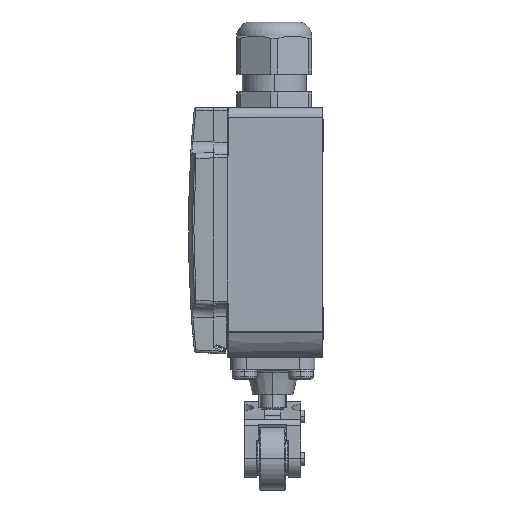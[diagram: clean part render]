
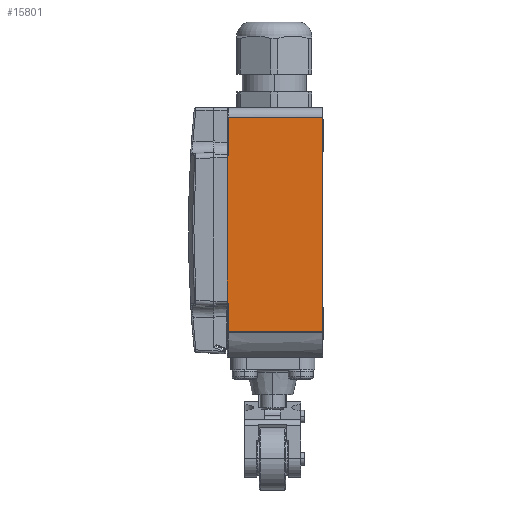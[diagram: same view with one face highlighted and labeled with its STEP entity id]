
A CAD part, left-side view. The second image highlights one B-rep face of the part: STEP entity #15801.
In plain terms, the highlighted planar face has unit normal (-1, -0.018, 0).
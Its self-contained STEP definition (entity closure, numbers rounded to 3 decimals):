
#3132=DIRECTION('',(0.,0.,1.));
#3133=VECTOR('',#3132,45.857);
#3134=CARTESIAN_POINT('',(-20.,30.5,
-22.926));
#3135=LINE('',#3134,#3133);
#3148=DIRECTION('',(0.,0.,-1.));
#3149=VECTOR('',#3148,9.089);
#3150=CARTESIAN_POINT('',(-19.996,30.297,
-23.763));
#3151=LINE('',#3150,#3149);
#3152=CARTESIAN_POINT('',(-20.,30.5,
-22.919));
#3153=CARTESIAN_POINT('',(-20.,30.491,
-22.937));
#3154=CARTESIAN_POINT('',(-20.,30.476,
-22.974));
#3155=CARTESIAN_POINT('',(-20.,30.479,
-23.028));
#3156=CARTESIAN_POINT('',(-19.999,30.451,
-23.09));
#3157=CARTESIAN_POINT('',(-19.999,30.436,
-23.159));
#3158=CARTESIAN_POINT('',(-19.998,30.411,
-23.226));
#3159=CARTESIAN_POINT('',(-19.998,30.387,
-23.302));
#3160=CARTESIAN_POINT('',(-19.998,30.358,
-23.393));
#3161=CARTESIAN_POINT('',(-19.997,30.331,
-23.495));
#3162=CARTESIAN_POINT('',(-19.997,30.311,
-23.589));
#3163=CARTESIAN_POINT('',(-19.996,30.299,
-23.681));
#3164=CARTESIAN_POINT('',(-19.996,30.297,
-23.736));
#3165=CARTESIAN_POINT('',(-19.996,30.297,
-23.763));
#3167=CARTESIAN_POINT('',(-20.,30.502,22.941));
#3168=CARTESIAN_POINT('',(-20.,30.49,22.97));
#3169=CARTESIAN_POINT('',(-19.999,30.47,23.029));
#3170=CARTESIAN_POINT('',(-19.999,30.433,23.118));
#3171=CARTESIAN_POINT('',(-19.998,30.402,23.197));
#3172=CARTESIAN_POINT('',(-19.998,30.374,23.272));
#3173=CARTESIAN_POINT('',(-19.997,30.35,23.344));
#3174=CARTESIAN_POINT('',(-19.997,30.33,23.412));
#3175=CARTESIAN_POINT('',(-19.997,30.315,23.477));
#3176=CARTESIAN_POINT('',(-19.997,30.304,23.538));
#3177=CARTESIAN_POINT('',(-19.996,30.298,23.596));
#3178=CARTESIAN_POINT('',(-19.996,30.297,23.632));
#3179=CARTESIAN_POINT('',(-19.996,30.297,23.65));
#3181=DIRECTION('',(0.,0.,1.));
#3182=VECTOR('',#3181,12.35);
#3183=CARTESIAN_POINT('',(-19.996,30.297,23.65));
#3184=LINE('',#3183,#3182);
#3185=DIRECTION('',(0.017,-1.,0.));
#3186=VECTOR('',#3185,30.203);
#3187=CARTESIAN_POINT('',(-19.996,30.297,36.));
#3188=LINE('',#3187,#3186);
#3189=DIRECTION('',(0.,0.,-1.));
#3190=VECTOR('',#3189,68.771);
#3191=CARTESIAN_POINT('',(-19.469,0.098,
36.));
#3192=LINE('',#3191,#3190);
#3193=CARTESIAN_POINT('',(-19.996,30.297,
-32.852));
#3194=CARTESIAN_POINT('',(-19.938,26.961,
-32.843));
#3195=CARTESIAN_POINT('',(-19.822,20.277,
-32.825));
#3196=CARTESIAN_POINT('',(-19.646,10.211,
-32.799));
#3197=CARTESIAN_POINT('',(-19.528,3.473,
-32.781));
#3198=CARTESIAN_POINT('',(-19.469,0.098,
-32.771));
#3780=CARTESIAN_POINT('',(-19.469,0.098,
36.));
#3818=CARTESIAN_POINT('',(-19.996,30.297,
-32.852));
#12748=VERTEX_POINT('',#3780);
#12751=CARTESIAN_POINT('',(-19.469,0.098,
-32.771));
#12752=VERTEX_POINT('',#12751);
#12874=CARTESIAN_POINT('',(-20.,30.5,
-22.926));
#12875=VERTEX_POINT('',#12874);
#12902=CARTESIAN_POINT('',(-20.,30.506,
22.931));
#12903=VERTEX_POINT('',#12902);
#12906=CARTESIAN_POINT('',(-19.996,30.297,
36.));
#12907=VERTEX_POINT('',#12906);
#12918=CARTESIAN_POINT('',(-19.996,30.297,
23.65));
#12919=VERTEX_POINT('',#12918);
#12957=VERTEX_POINT('',#3818);
#12959=CARTESIAN_POINT('',(-19.996,30.297,
-23.763));
#12960=VERTEX_POINT('',#12959);
#15779=CARTESIAN_POINT('',(-20.,30.5,-33.));
#15780=DIRECTION('',(-1.,-0.017,0.));
#15781=DIRECTION('',(0.,0.,1.));
#15782=AXIS2_PLACEMENT_3D('',#15779,#15780,#15781);
#15783=PLANE('',#15782);
#15785=ORIENTED_EDGE('',*,*,#15784,.F.);
#15787=ORIENTED_EDGE('',*,*,#15786,.F.);
#15788=ORIENTED_EDGE('',*,*,#15768,.T.);
#15790=ORIENTED_EDGE('',*,*,#15789,.T.);
#15792=ORIENTED_EDGE('',*,*,#15791,.T.);
#15794=ORIENTED_EDGE('',*,*,#15793,.T.);
#15796=ORIENTED_EDGE('',*,*,#15795,.T.);
#15798=ORIENTED_EDGE('',*,*,#15797,.F.);
#15799=EDGE_LOOP('',(#15785,#15787,#15788,#15790,#15792,#15794,#15796,#15798));
#15800=FACE_OUTER_BOUND('',#15799,.F.);
#3166=B_SPLINE_CURVE_WITH_KNOTS('',3,(#3152,#3153,#3154,#3155,#3156,#3157,#3158,
#3159,#3160,#3161,#3162,#3163,#3164,#3165),.UNSPECIFIED.,.F.,.F.,(4,1,1,1,1,1,1,
1,1,1,1,4),(0.,0.091,0.182,0.273,
0.364,0.455,0.545,0.636,
0.727,0.818,0.909,1.),.UNSPECIFIED.);
#3180=B_SPLINE_CURVE_WITH_KNOTS('',3,(#3167,#3168,#3169,#3170,#3171,#3172,#3173,
#3174,#3175,#3176,#3177,#3178,#3179),.UNSPECIFIED.,.F.,.F.,(4,1,1,1,1,1,1,1,1,1,
4),(0.,0.1,0.2,0.3,0.4,0.5,0.6,0.7,0.8,0.9,1.),
.UNSPECIFIED.);
#3199=B_SPLINE_CURVE_WITH_KNOTS('',3,(#3193,#3194,#3195,#3196,#3197,#3198),
.UNSPECIFIED.,.F.,.F.,(4,1,1,4),(0.,0.333,0.667,1.),
.UNSPECIFIED.);
#15768=EDGE_CURVE('',#12875,#12903,#3135,.T.);
#15784=EDGE_CURVE('',#12960,#12957,#3151,.T.);
#15786=EDGE_CURVE('',#12875,#12960,#3166,.T.);
#15789=EDGE_CURVE('',#12903,#12919,#3180,.T.);
#15791=EDGE_CURVE('',#12919,#12907,#3184,.T.);
#15793=EDGE_CURVE('',#12907,#12748,#3188,.T.);
#15795=EDGE_CURVE('',#12748,#12752,#3192,.T.);
#15797=EDGE_CURVE('',#12957,#12752,#3199,.T.);
#15801=ADVANCED_FACE('',(#15800),#15783,.T.);
